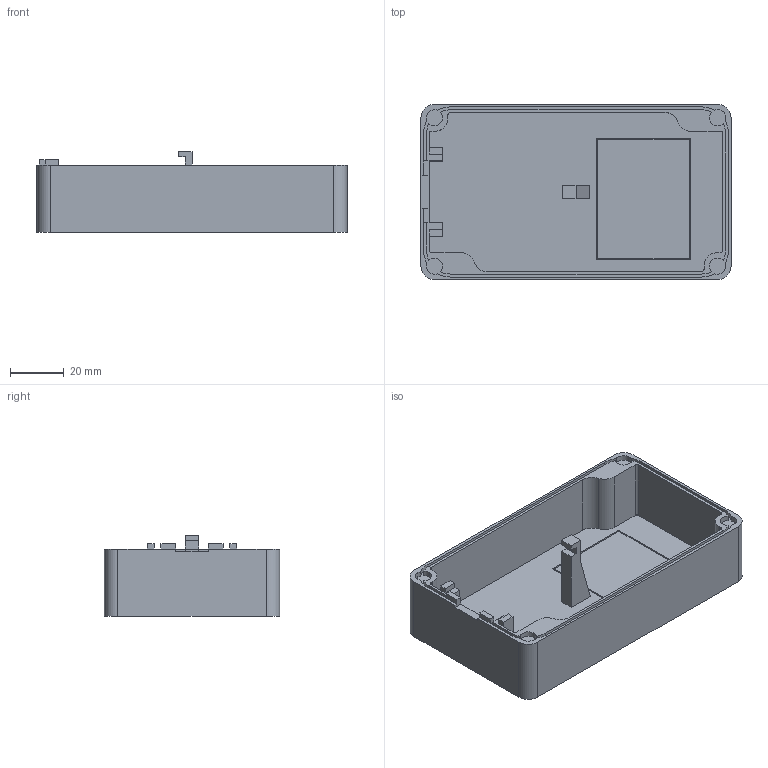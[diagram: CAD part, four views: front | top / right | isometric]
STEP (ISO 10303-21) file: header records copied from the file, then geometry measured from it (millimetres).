
FILE_DESCRIPTION(('FreeCAD Model'),'2;1');
FILE_NAME('Open CASCADE Shape Model','2025-06-06T15:12:06',(''),(''), 'Open CASCADE STEP processor 7.8','FreeCAD','Unknown');
FILE_SCHEMA(('AUTOMOTIVE_DESIGN { 1 0 10303 214 1 1 1 1 }'));
Length unit declared in the file: millimetre
Products named in the file (1): case
Bounding box: 115 x 65 x 30 mm (x, y, z)
Volume: 47025.7 mm3; surface area: 33876.7 mm2
Topology: 1 solids, 1 shells, 113 faces, 324 edges, 216 vertices
Faces by surface type: plane 72, cylinder 39, bspline 2
Entity records: 3828 total; most frequent: CARTESIAN_POINT 782, ORIENTED_EDGE 648, DIRECTION 624, EDGE_CURVE 324, LINE 232, VECTOR 232, VERTEX_POINT 216, AXIS2_PLACEMENT_3D 196
